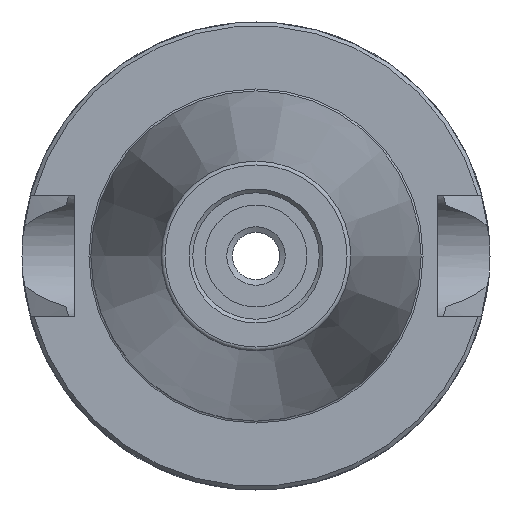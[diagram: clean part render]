
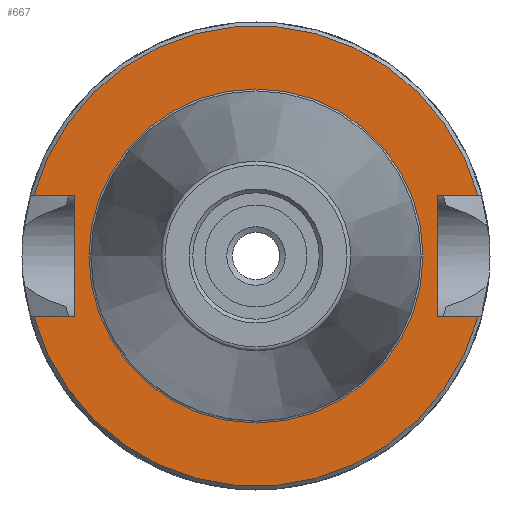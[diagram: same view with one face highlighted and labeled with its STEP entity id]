
A CAD part, left-side view. The second image highlights one B-rep face of the part: STEP entity #667.
In plain terms, the highlighted planar face has unit normal (-1, 0, 0).
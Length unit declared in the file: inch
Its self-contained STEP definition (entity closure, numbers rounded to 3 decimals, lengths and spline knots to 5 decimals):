
#40=FACE_BOUND('',#143,.T.);
#52=PLANE('',#755);
#97=FACE_OUTER_BOUND('',#142,.T.);
#142=EDGE_LOOP('',(#568,#569,#570,#571,#572,#573,#574,#575));
#143=EDGE_LOOP('',(#576));
#165=LINE('',#1036,#202);
#171=LINE('',#1049,#208);
#173=LINE('',#1061,#210);
#175=LINE('',#1123,#212);
#181=LINE('',#1136,#218);
#184=LINE('',#1150,#221);
#202=VECTOR('',#832,39.37008);
#208=VECTOR('',#840,39.37008);
#210=VECTOR('',#844,39.37008);
#212=VECTOR('',#852,39.37008);
#218=VECTOR('',#860,39.37008);
#221=VECTOR('',#865,39.37008);
#245=CIRCLE('',#728,0.885);
#258=CIRCLE('',#750,1.22);
#261=CIRCLE('',#754,1.22);
#286=VERTEX_POINT('',#1030);
#287=VERTEX_POINT('',#1035);
#292=VERTEX_POINT('',#1046);
#293=VERTEX_POINT('',#1048);
#304=VERTEX_POINT('',#1117);
#305=VERTEX_POINT('',#1122);
#310=VERTEX_POINT('',#1133);
#311=VERTEX_POINT('',#1135);
#321=VERTEX_POINT('',#1202);
#356=EDGE_CURVE('',#286,#287,#165,.T.);
#362=EDGE_CURVE('',#292,#293,#171,.T.);
#366=EDGE_CURVE('',#287,#292,#173,.T.);
#377=EDGE_CURVE('',#305,#304,#175,.T.);
#383=EDGE_CURVE('',#311,#310,#181,.T.);
#388=EDGE_CURVE('',#305,#310,#184,.T.);
#398=EDGE_CURVE('',#321,#321,#245,.T.);
#416=EDGE_CURVE('',#286,#311,#258,.T.);
#419=EDGE_CURVE('',#304,#293,#261,.T.);
#568=ORIENTED_EDGE('',*,*,#362,.F.);
#569=ORIENTED_EDGE('',*,*,#366,.F.);
#570=ORIENTED_EDGE('',*,*,#356,.F.);
#571=ORIENTED_EDGE('',*,*,#416,.T.);
#572=ORIENTED_EDGE('',*,*,#383,.T.);
#573=ORIENTED_EDGE('',*,*,#388,.F.);
#574=ORIENTED_EDGE('',*,*,#377,.T.);
#575=ORIENTED_EDGE('',*,*,#419,.T.);
#576=ORIENTED_EDGE('',*,*,#398,.T.);
#667=ADVANCED_FACE('',(#97,#40),#52,.F.);
#728=AXIS2_PLACEMENT_3D('',#1203,#879,#880);
#750=AXIS2_PLACEMENT_3D('',#1240,#928,#929);
#754=AXIS2_PLACEMENT_3D('',#1244,#936,#937);
#755=AXIS2_PLACEMENT_3D('',#1245,#938,#939);
#832=DIRECTION('',(0.,-1.,0.));
#840=DIRECTION('',(0.,1.,0.));
#844=DIRECTION('',(0.,0.,1.));
#852=DIRECTION('',(0.,-1.,0.));
#860=DIRECTION('',(0.,1.,0.));
#865=DIRECTION('',(0.,0.,-1.));
#879=DIRECTION('center_axis',(1.,0.,0.));
#880=DIRECTION('ref_axis',(0.,1.,0.));
#928=DIRECTION('center_axis',(-1.,0.,0.));
#929=DIRECTION('ref_axis',(0.,1.,0.));
#936=DIRECTION('center_axis',(-1.,0.,0.));
#937=DIRECTION('ref_axis',(0.,1.,0.));
#938=DIRECTION('center_axis',(1.,0.,0.));
#939=DIRECTION('ref_axis',(0.,1.,0.));
#1030=CARTESIAN_POINT('',(0.04,1.1766,-0.3225));
#1035=CARTESIAN_POINT('',(0.04,0.96,-0.3225));
#1036=CARTESIAN_POINT('',(0.04,0.875,-0.3225));
#1046=CARTESIAN_POINT('',(0.04,0.96,0.3225));
#1048=CARTESIAN_POINT('',(0.04,1.1766,0.3225));
#1049=CARTESIAN_POINT('',(0.04,0.875,0.3225));
#1061=CARTESIAN_POINT('',(0.04,0.96,0.));
#1117=CARTESIAN_POINT('',(0.04,-1.1766,0.3225));
#1122=CARTESIAN_POINT('',(0.04,-0.96,0.3225));
#1123=CARTESIAN_POINT('',(0.04,0.875,0.3225));
#1133=CARTESIAN_POINT('',(0.04,-0.96,-0.3225));
#1135=CARTESIAN_POINT('',(0.04,-1.1766,-0.3225));
#1136=CARTESIAN_POINT('',(0.04,0.875,-0.3225));
#1150=CARTESIAN_POINT('',(0.04,-0.96,0.));
#1202=CARTESIAN_POINT('',(0.04,-0.885,0.));
#1203=CARTESIAN_POINT('Origin',(0.04,0.,0.));
#1240=CARTESIAN_POINT('Origin',(0.04,0.,0.));
#1244=CARTESIAN_POINT('Origin',(0.04,0.,0.));
#1245=CARTESIAN_POINT('Origin',(0.04,0.875,0.));
